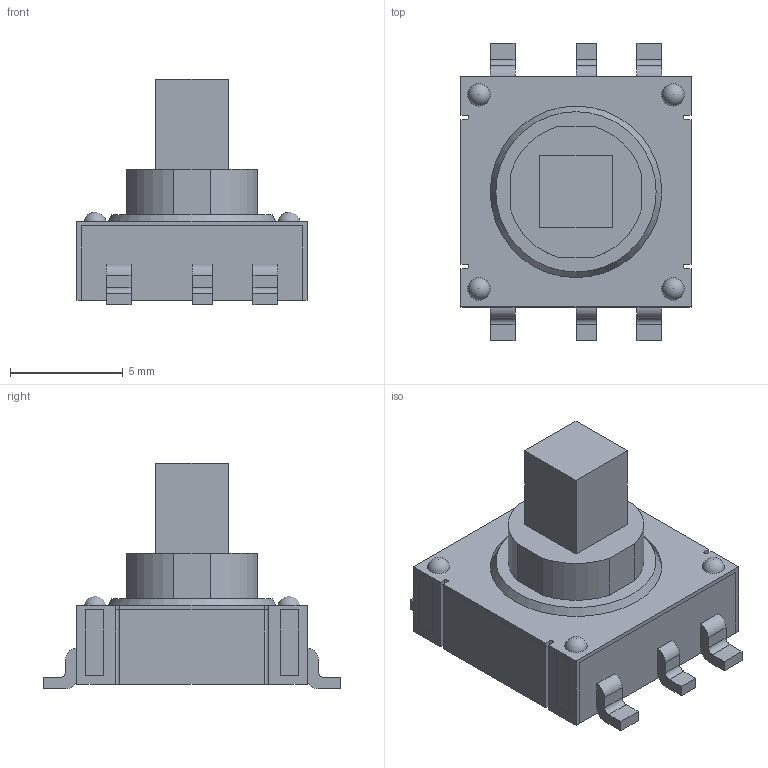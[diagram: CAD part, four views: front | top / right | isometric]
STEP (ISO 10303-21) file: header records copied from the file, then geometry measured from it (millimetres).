
FILE_DESCRIPTION(/* description */ (''),/* implementation_level */ '2;1');
FILE_NAME(/* name */ 'joystick v1.step',/* time_stamp */ '2021-08-11T19:36:49+02:00',/* author */ (''),/* organization */ (''),/* preprocessor_version */ 'ST-DEVELOPER v18.1',/* originating_system */ 'Autodesk Translation Framework v10.9.0.1377',/* authorisation */ '');
FILE_SCHEMA (('AUTOMOTIVE_DESIGN { 1 0 10303 214 3 1 1 }'));
Length unit declared in the file: millimetre
Products named in the file (4): joystick; Component1; Component2; Component3
Assembly tree (3 placements, depth 3):
  joystick
    Component1
    Component2
      Component3
Bounding box: 10.2 x 13.2 x 10 mm (x, y, z)
Volume: 480.8 mm3; surface area: 671 mm2
Topology: 8 solids, 8 shells, 181 faces, 497 edges, 331 vertices
Faces by surface type: plane 137, cylinder 39, sphere 4, cone 1
Full cylindrical faces by diameter (mm): 1 x8, 7.6 x1
Entity records: 5844 total; most frequent: CARTESIAN_POINT 1013, ORIENTED_EDGE 986, DIRECTION 958, EDGE_CURVE 493, LINE 406, VECTOR 406, VERTEX_POINT 331, AXIS2_PLACEMENT_3D 276
